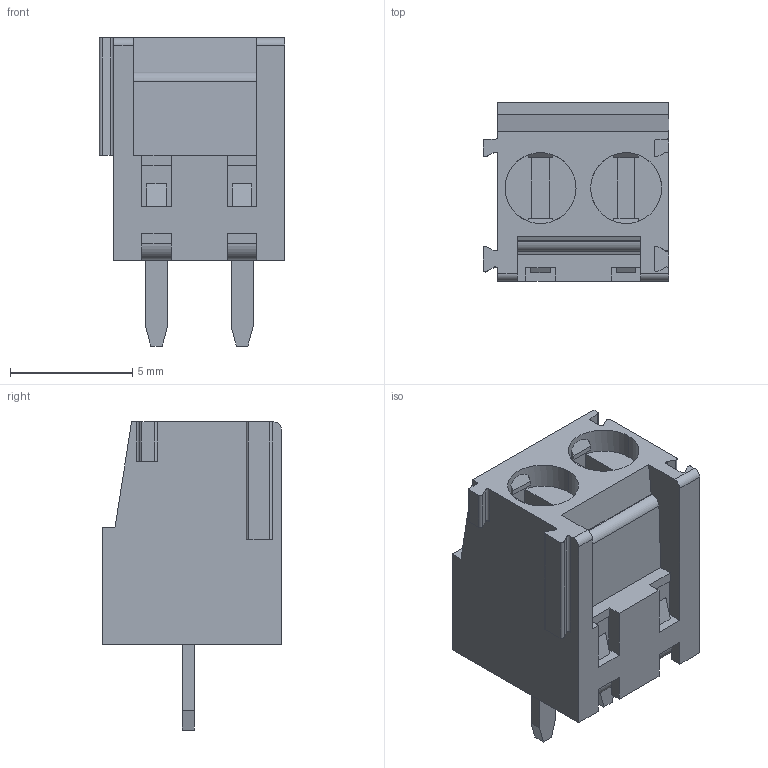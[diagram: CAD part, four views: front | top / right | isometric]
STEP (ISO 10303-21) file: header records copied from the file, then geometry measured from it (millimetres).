
FILE_DESCRIPTION(('STEP AP242'),'1');
FILE_NAME('691214110002s.stp','2022-08-12T14:03:46',('TraceParts'),('TraceParts S.A.'),'Spatial InterOp 3D',' ',' ');
FILE_SCHEMA(('AP242_MANAGED_MODEL_BASED_3D_ENGINEERING_MIM_LF {1 0 10303 442 1 1 4}'));
Length unit declared in the file: millimetre
Products named in the file (1): 691214110002s
Bounding box: 7.6 x 7.3 x 12.6 mm (x, y, z)
Volume: 327.3 mm3; surface area: 572.2 mm2
Topology: 1 solids, 1 shells, 236 faces, 650 edges, 420 vertices
Faces by surface type: plane 203, cylinder 33
Entity records: 9288 total; most frequent: CARTESIAN_POINT 1307, ORIENTED_EDGE 1300, DIRECTION 1206, EDGE_CURVE 650, LINE 568, VECTOR 568, VERTEX_POINT 420, AXIS2_PLACEMENT_3D 319
